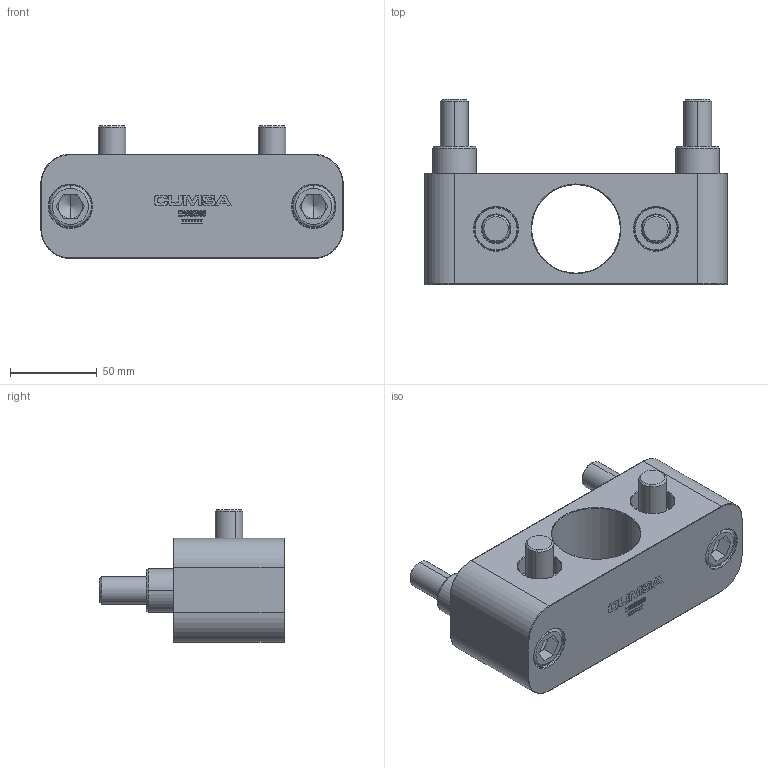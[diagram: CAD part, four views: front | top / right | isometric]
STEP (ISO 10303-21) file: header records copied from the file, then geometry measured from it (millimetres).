
FILE_DESCRIPTION (( 'STEP AP214' ), '1' );
FILE_NAME ('EB502566.STEP', '2021-08-04T06:26:18', ( '' ), ( '' ), 'SwSTEP 2.0', 'SolidWorks 2019', '' );
FILE_SCHEMA (( 'AUTOMOTIVE_DESIGN' ));
Length unit declared in the file: millimetre
Products named in the file (6): ZBS063; EB502566; 9EB502566-B; 9EB502566-A; 1DIN9121660; 1DIN9121690_DIN 912 M16 x 80 --- 44C
Assembly tree (9 placements, depth 2):
  EB502566
    9EB502566-A
    9EB502566-B  x2
    ZBS063  x2
    1DIN9121690_DIN 912 M16 x 80 --- 44C  x2
    1DIN9121660  x2
Bounding box: 174 x 106.5 x 76.5 mm (x, y, z)
Volume: 541947.2 mm3; surface area: 105254.1 mm2
Topology: 11 solids, 11 shells, 627 faces, 1543 edges, 974 vertices
Faces by surface type: plane 292, bspline 141, cone 92, cylinder 70, torus 32
Entity records: 22816 total; most frequent: CARTESIAN_POINT 10286, ORIENTED_EDGE 2674, DIRECTION 2067, EDGE_CURVE 1337, VERTEX_POINT 858, LINE 845, VECTOR 845, AXIS2_PLACEMENT_3D 611
